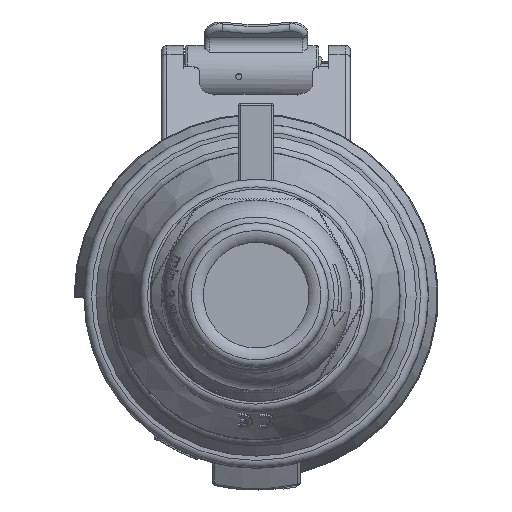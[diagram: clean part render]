
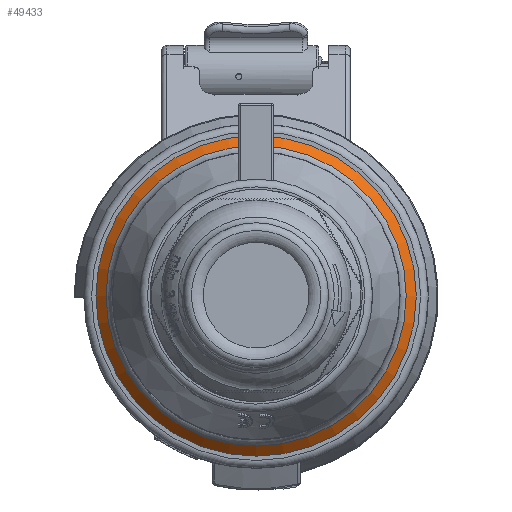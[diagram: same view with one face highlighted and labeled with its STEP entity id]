
A CAD part, top view. The second image highlights one B-rep face of the part: STEP entity #49433.
In plain terms, the highlighted conical face has half-angle 45 degrees and reference radius 29.848 mm.
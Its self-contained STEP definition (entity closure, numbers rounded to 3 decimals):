
#742=CONICAL_SURFACE('',#52452,29.848,0.785);
#7033=FACE_OUTER_BOUND('',#9672,.T.);
#9672=EDGE_LOOP('',(#33720,#33721,#33722,#33723));
#12265=CIRCLE('',#52449,29.022);
#12268=CIRCLE('',#52453,30.974);
#13250=LINE('',#71033,#16032);
#16032=VECTOR('',#55849,29.636);
#19150=VERTEX_POINT('',#71025);
#19152=VERTEX_POINT('',#71031);
#24697=EDGE_CURVE('',#19150,#19150,#12265,.T.);
#24700=EDGE_CURVE('',#19152,#19152,#12268,.T.);
#24701=EDGE_CURVE('',#19152,#19150,#13250,.T.);
#33720=ORIENTED_EDGE('',*,*,#24700,.F.);
#33721=ORIENTED_EDGE('',*,*,#24701,.T.);
#33722=ORIENTED_EDGE('',*,*,#24697,.F.);
#33723=ORIENTED_EDGE('',*,*,#24701,.F.);
#49433=ADVANCED_FACE('',(#7033),#742,.T.);
#52449=AXIS2_PLACEMENT_3D('',#71026,#55839,#55840);
#52452=AXIS2_PLACEMENT_3D('',#71030,#55845,#55846);
#52453=AXIS2_PLACEMENT_3D('',#71032,#55847,#55848);
#55839=DIRECTION('center_axis',(0.,0.,
1.));
#55840=DIRECTION('ref_axis',(1.,0.,0.));
#55845=DIRECTION('center_axis',(0.,0.,
-1.));
#55846=DIRECTION('ref_axis',(1.,0.,0.));
#55847=DIRECTION('center_axis',(0.,0.,
-1.));
#55848=DIRECTION('ref_axis',(1.,0.,0.));
#55849=DIRECTION('',(0.707,0.,0.707));
#71025=CARTESIAN_POINT('',(-29.022,0.,53.053));
#71026=CARTESIAN_POINT('Origin',(0.,0.,
53.053));
#71030=CARTESIAN_POINT('Origin',(0.,0.,
52.226));
#71031=CARTESIAN_POINT('',(-30.974,0.,51.1));
#71032=CARTESIAN_POINT('Origin',(0.,0.,
51.1));
#71033=CARTESIAN_POINT('',(-29.848,0.,52.226));
